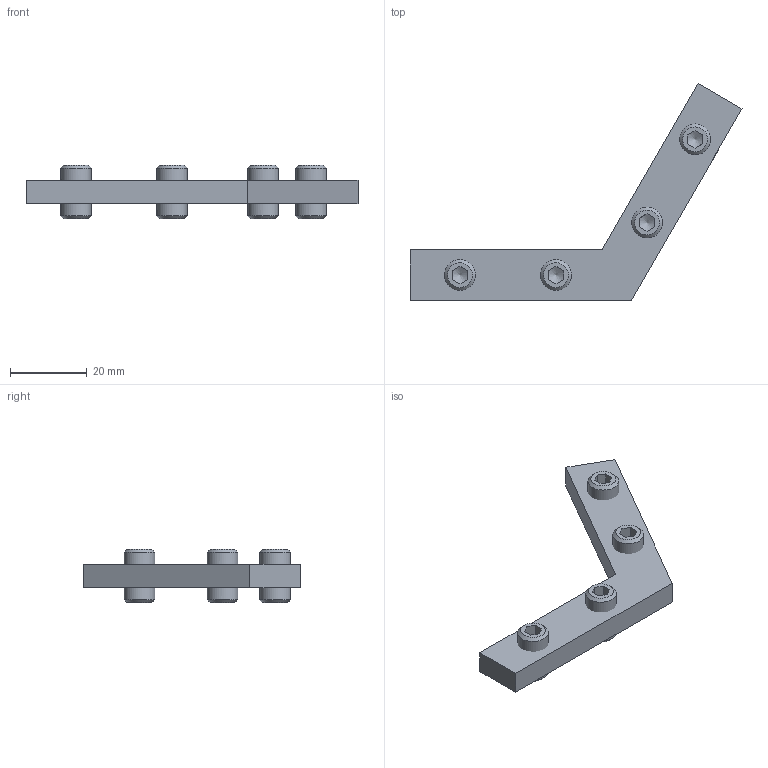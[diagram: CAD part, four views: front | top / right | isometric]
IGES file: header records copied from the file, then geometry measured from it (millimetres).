
Global section: file name: 321360.stp; native system: Autodesk Inventor 2021; preprocessor: unknown; author: Krajewski; date: 20220803.130144; units: millimetre
Bounding box: 86.43 x 56.5 x 14 mm (x, y, z)
Volume: 10145.3 mm3; surface area: 6520.9 mm2
Topology: 5 solids, 5 shells, 60 faces, 150 edges, 100 vertices
Faces by surface type: bspline 60
